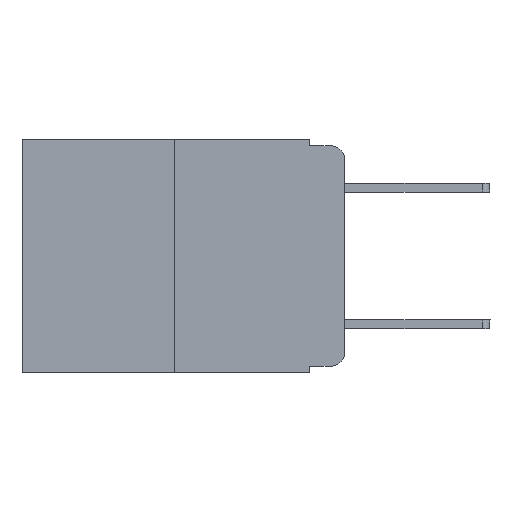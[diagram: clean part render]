
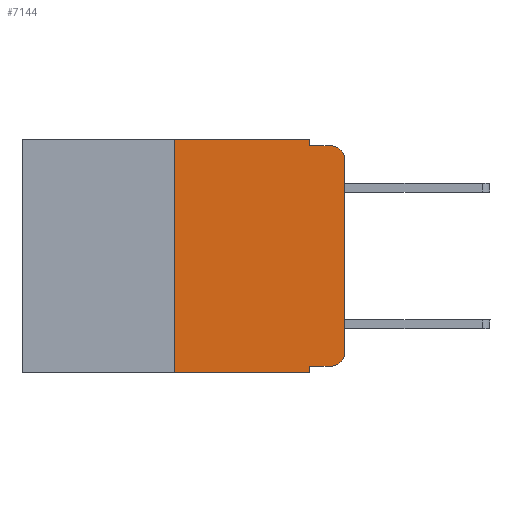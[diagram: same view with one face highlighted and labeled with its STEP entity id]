
A CAD part, left-side view. The second image highlights one B-rep face of the part: STEP entity #7144.
In plain terms, the highlighted planar face has unit normal (-1, 0, 0).
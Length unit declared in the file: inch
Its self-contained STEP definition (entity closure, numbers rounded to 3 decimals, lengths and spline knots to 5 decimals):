
#57 = DIRECTION ( 'NONE',  ( 0., 0., 1. ) ) ;
#133 = PLANE ( 'NONE',  #16212 ) ;
#391 = VECTOR ( 'NONE', #22859, 39.37008 ) ;
#595 = ORIENTED_EDGE ( 'NONE', *, *, #17902, .F. ) ;
#613 = CARTESIAN_POINT ( 'NONE',  ( 0., 0.051, 0. ) ) ;
#774 = CARTESIAN_POINT ( 'NONE',  ( 0., 0., -0.313 ) ) ;
#777 = CARTESIAN_POINT ( 'NONE',  ( 0., 0.02, -0.01 ) ) ;
#1370 = LINE ( 'NONE', #6190, #14778 ) ;
#1610 = DIRECTION ( 'NONE',  ( -1., 0., 0. ) ) ;
#1612 = CARTESIAN_POINT ( 'NONE',  ( 0., 0.051, -0.01 ) ) ;
#1770 = VERTEX_POINT ( 'NONE', #613 ) ;
#1785 = CARTESIAN_POINT ( 'NONE',  ( 0., 0.25, 0. ) ) ;
#1857 = CARTESIAN_POINT ( 'NONE',  ( 0., 0.25, 0. ) ) ;
#1866 = CARTESIAN_POINT ( 'NONE',  ( 0., 0.473, -0.343 ) ) ;
#2245 = CARTESIAN_POINT ( 'NONE',  ( 0., 0.051, 0. ) ) ;
#2368 = ORIENTED_EDGE ( 'NONE', *, *, #9826, .T. ) ;
#2757 = CARTESIAN_POINT ( 'NONE',  ( 0., 0.051, -0.01 ) ) ;
#3531 = CARTESIAN_POINT ( 'NONE',  ( 0., 0.02, -0.313 ) ) ;
#3633 = CIRCLE ( 'NONE', #13893, 0.02 ) ;
#3839 = LINE ( 'NONE', #1785, #4999 ) ;
#4481 = EDGE_CURVE ( 'NONE', #1770, #13772, #10280, .T. ) ;
#4819 = VERTEX_POINT ( 'NONE', #5666 ) ;
#4846 = AXIS2_PLACEMENT_3D ( 'NONE', #14300, #17713, #14377 ) ;
#4999 = VECTOR ( 'NONE', #57, 39.37008 ) ;
#5039 = EDGE_CURVE ( 'NONE', #7940, #9687, #16779, .T. ) ;
#5523 = CARTESIAN_POINT ( 'NONE',  ( 0., 0.25, -0.343 ) ) ;
#5616 = EDGE_CURVE ( 'NONE', #10991, #1770, #9134, .T. ) ;
#5666 = CARTESIAN_POINT ( 'NONE',  ( 0., 0.02, -0.333 ) ) ;
#5738 = VERTEX_POINT ( 'NONE', #21301 ) ;
#5997 = ORIENTED_EDGE ( 'NONE', *, *, #5039, .T. ) ;
#6190 = CARTESIAN_POINT ( 'NONE',  ( 0., 0.051, -0.333 ) ) ;
#7144 = ADVANCED_FACE ( 'NONE', ( #20118 ), #133, .F. ) ;
#7159 = ORIENTED_EDGE ( 'NONE', *, *, #5616, .F. ) ;
#7249 = CARTESIAN_POINT ( 'NONE',  ( 0., 0.051, 0. ) ) ;
#7438 = DIRECTION ( 'NONE',  ( 0., -1., 0. ) ) ;
#7600 = LINE ( 'NONE', #2245, #15492 ) ;
#7940 = VERTEX_POINT ( 'NONE', #774 ) ;
#8081 = CARTESIAN_POINT ( 'NONE',  ( 0., 0.473, 0. ) ) ;
#8309 = VECTOR ( 'NONE', #14262, 39.37008 ) ;
#8401 = EDGE_CURVE ( 'NONE', #9342, #23135, #16357, .T. ) ;
#8464 = EDGE_CURVE ( 'NONE', #9342, #10991, #3839, .T. ) ;
#9134 = LINE ( 'NONE', #8081, #17602 ) ;
#9342 = VERTEX_POINT ( 'NONE', #5523 ) ;
#9465 = VERTEX_POINT ( 'NONE', #777 ) ;
#9687 = VERTEX_POINT ( 'NONE', #19088 ) ;
#9826 = EDGE_CURVE ( 'NONE', #9687, #9465, #14008, .T. ) ;
#10077 = ORIENTED_EDGE ( 'NONE', *, *, #12443, .T. ) ;
#10280 = LINE ( 'NONE', #7249, #8309 ) ;
#10642 = DIRECTION ( 'NONE',  ( 0., 0., -1. ) ) ;
#10991 = VERTEX_POINT ( 'NONE', #1857 ) ;
#11331 = DIRECTION ( 'NONE',  ( 0., -1., 0. ) ) ;
#12443 = EDGE_CURVE ( 'NONE', #5738, #4819, #1370, .T. ) ;
#12876 = DIRECTION ( 'NONE',  ( 0., 0., -1. ) ) ;
#13170 = EDGE_CURVE ( 'NONE', #4819, #7940, #3633, .T. ) ;
#13294 = ORIENTED_EDGE ( 'NONE', *, *, #4481, .F. ) ;
#13772 = VERTEX_POINT ( 'NONE', #1612 ) ;
#13893 = AXIS2_PLACEMENT_3D ( 'NONE', #3531, #1610, #10642 ) ;
#14008 = CIRCLE ( 'NONE', #4846, 0.02 ) ;
#14262 = DIRECTION ( 'NONE',  ( 0., 0., -1. ) ) ;
#14300 = CARTESIAN_POINT ( 'NONE',  ( 0., 0.02, -0.03 ) ) ;
#14377 = DIRECTION ( 'NONE',  ( 0., 0., -1. ) ) ;
#14778 = VECTOR ( 'NONE', #11331, 39.37008 ) ;
#14780 = EDGE_CURVE ( 'NONE', #5738, #23135, #7600, .T. ) ;
#15277 = ORIENTED_EDGE ( 'NONE', *, *, #14780, .F. ) ;
#15492 = VECTOR ( 'NONE', #22669, 39.37008 ) ;
#16052 = LINE ( 'NONE', #2757, #391 ) ;
#16212 = AXIS2_PLACEMENT_3D ( 'NONE', #21987, #18024, #12876 ) ;
#16357 = LINE ( 'NONE', #1866, #18358 ) ;
#16779 = LINE ( 'NONE', #19130, #21045 ) ;
#17073 = CARTESIAN_POINT ( 'NONE',  ( 0., 0.051, -0.343 ) ) ;
#17278 = DIRECTION ( 'NONE',  ( 0., 0., 1. ) ) ;
#17602 = VECTOR ( 'NONE', #22659, 39.37008 ) ;
#17637 = ORIENTED_EDGE ( 'NONE', *, *, #8464, .F. ) ;
#17713 = DIRECTION ( 'NONE',  ( -1., 0., 0. ) ) ;
#17902 = EDGE_CURVE ( 'NONE', #13772, #9465, #16052, .T. ) ;
#18024 = DIRECTION ( 'NONE',  ( 1., 0., 0. ) ) ;
#18358 = VECTOR ( 'NONE', #7438, 39.37008 ) ;
#19088 = CARTESIAN_POINT ( 'NONE',  ( 0., 0., -0.03 ) ) ;
#19130 = CARTESIAN_POINT ( 'NONE',  ( 0., 0., 0. ) ) ;
#20118 = FACE_OUTER_BOUND ( 'NONE', #22647, .T. ) ;
#20672 = ORIENTED_EDGE ( 'NONE', *, *, #8401, .T. ) ;
#21045 = VECTOR ( 'NONE', #17278, 39.37008 ) ;
#21301 = CARTESIAN_POINT ( 'NONE',  ( 0., 0.051, -0.333 ) ) ;
#21939 = ORIENTED_EDGE ( 'NONE', *, *, #13170, .T. ) ;
#21987 = CARTESIAN_POINT ( 'NONE',  ( 0., 0.473, 0. ) ) ;
#22647 = EDGE_LOOP ( 'NONE', ( #5997, #2368, #595, #13294, #7159, #17637, #20672, #15277, #10077, #21939 ) ) ;
#22659 = DIRECTION ( 'NONE',  ( 0., -1., 0. ) ) ;
#22669 = DIRECTION ( 'NONE',  ( 0., 0., -1. ) ) ;
#22859 = DIRECTION ( 'NONE',  ( 0., -1., 0. ) ) ;
#23135 = VERTEX_POINT ( 'NONE', #17073 ) ;
